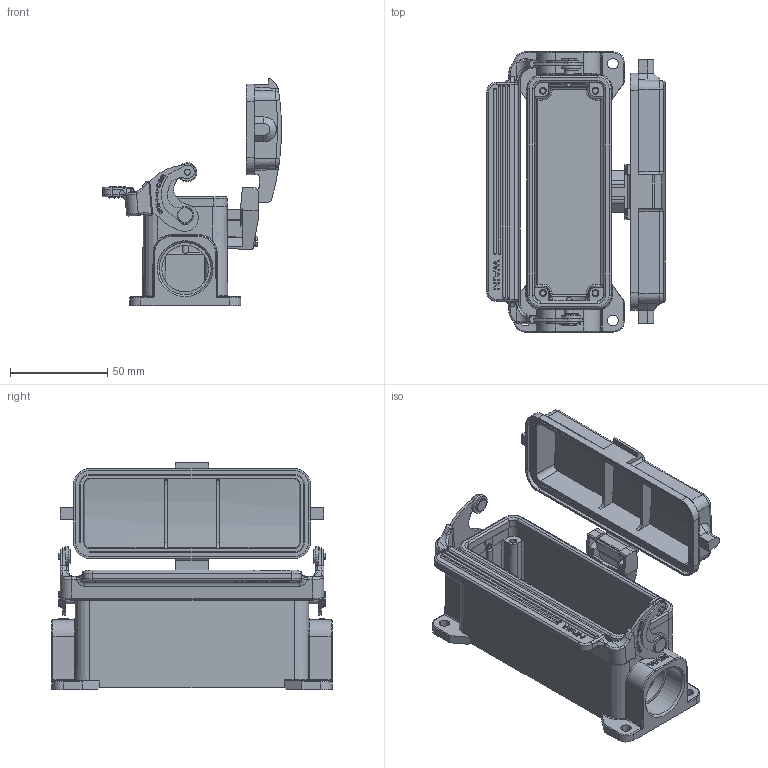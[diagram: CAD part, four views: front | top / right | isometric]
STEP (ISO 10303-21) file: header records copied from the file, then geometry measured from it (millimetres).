
FILE_DESCRIPTION(/* description */ (''),/* implementation_level */ '2;1');
FILE_NAME(/* name */ 'H24B-SF-1L SC-CV-PG21.stp',/* time_stamp */ '2023-09-01T16:15:09+08:00',/* author */ (''),/* organization */ (''),/* preprocessor_version */ 'ST-DEVELOPER v18.1',/* originating_system */ 'SIEMENS PLM Software NX 1980',/* authorisation */ '');
FILE_SCHEMA (('AUTOMOTIVE_DESIGN { 1 0 10303 214 3 1 1 1 }'));
Products named in the file (1): 13844E1C0F40aqb7
Bounding box: 91.97 x 144 x 116.82 mm (x, y, z)
Volume: 153704.5 mm3; surface area: 109348.6 mm2
Topology: 19 solids, 28 shells, 1874 faces, 5100 edges, 3351 vertices
Faces by surface type: cylinder 833, plane 797, torus 94, cone 54, bspline 39, extrusion 35, sphere 22
Full cylindrical faces by diameter (mm): 1.9 x2, 3 x7, 4 x2, 4.9 x2, 8 x2, 24 x1, 26.7 x2
Entity records: 79629 total; most frequent: CARTESIAN_POINT 33993, ORIENTED_EDGE 10033, DIRECTION 8161, EDGE_CURVE 5041, VERTEX_POINT 3341, AXIS2_PLACEMENT_3D 2849, VECTOR 2463, LINE 2428
